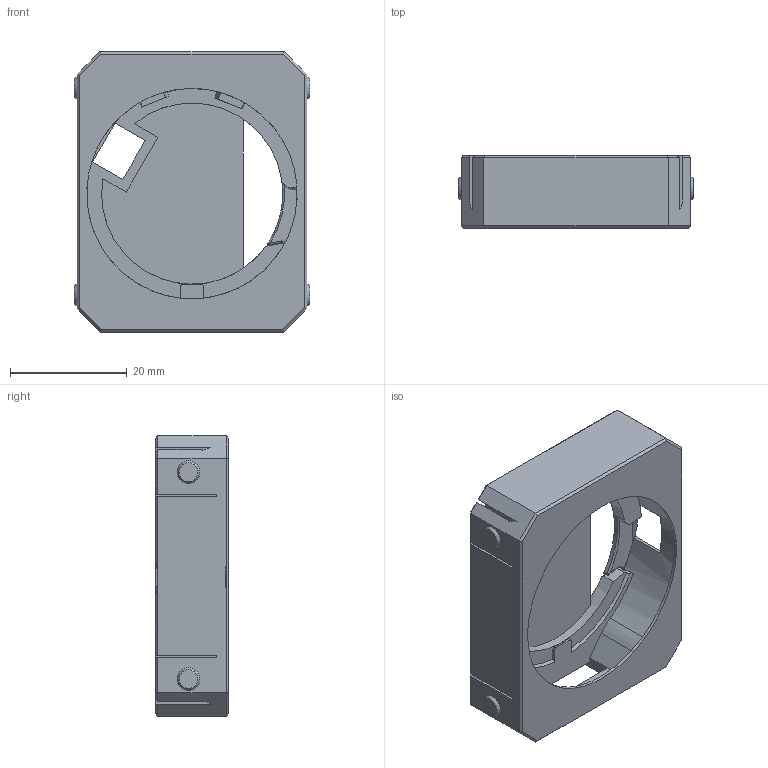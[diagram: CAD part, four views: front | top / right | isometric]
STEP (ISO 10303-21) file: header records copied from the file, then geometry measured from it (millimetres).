
FILE_DESCRIPTION(/* description */ (''),/* implementation_level */ '2;1');
FILE_NAME(/* name */ 'Knomi2.step',/* time_stamp */ '2024-04-28T11:34:38+10:00',/* author */ (''),/* organization */ (''),/* preprocessor_version */ 'ST-DEVELOPER v20',/* originating_system */ 'Autodesk Translation Framework v12.20.1.177',/* authorisation */ '');
FILE_SCHEMA (('AUTOMOTIVE_DESIGN { 1 0 10303 214 3 1 1 }'));
Length unit declared in the file: millimetre
Products named in the file (3): Knomi2; Frame; Ring
Assembly tree (2 placements, depth 2):
  Knomi2
    Frame
    Ring
Bounding box: 40.34 x 12.5 x 48 mm (x, y, z)
Volume: 8430.5 mm3; surface area: 9231.5 mm2
Topology: 2 solids, 2 shells, 284 faces, 778 edges, 502 vertices
Faces by surface type: plane 186, cylinder 50, bspline 31, torus 7, cone 6, sphere 4
Full cylindrical faces by diameter (mm): 1.7 x2, 2.1 x2, 3.7 x2
Entity records: 12251 total; most frequent: CARTESIAN_POINT 5115, ORIENTED_EDGE 1550, DIRECTION 1357, EDGE_CURVE 775, VERTEX_POINT 502, LINE 491, VECTOR 491, AXIS2_PLACEMENT_3D 433
